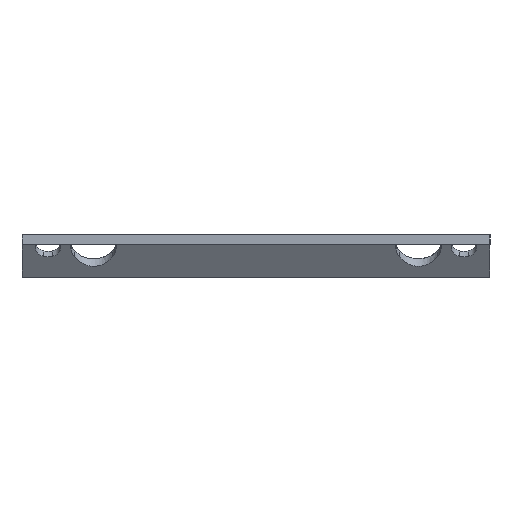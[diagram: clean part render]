
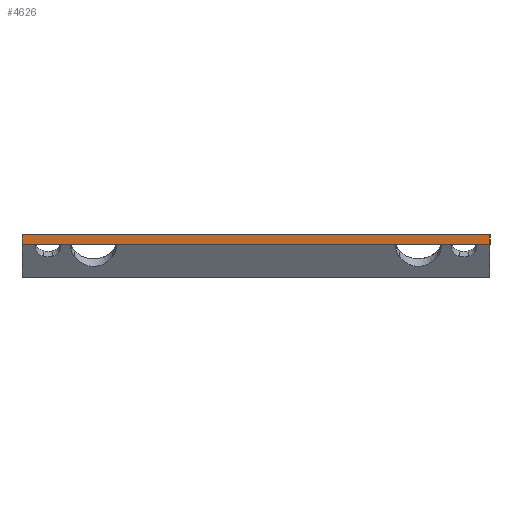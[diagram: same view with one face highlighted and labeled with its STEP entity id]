
A CAD part, left-side view. The second image highlights one B-rep face of the part: STEP entity #4626.
In plain terms, the highlighted planar face has unit normal (-1, 0, 0).
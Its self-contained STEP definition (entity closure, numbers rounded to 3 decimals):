
#13 = EDGE_LOOP ( 'NONE', ( #308, #5126, #3570, #3714 ) ) ;
#88 = VERTEX_POINT ( 'NONE', #2563 ) ;
#308 = ORIENTED_EDGE ( 'NONE', *, *, #3506, .F. ) ;
#453 = DIRECTION ( 'NONE',  ( -1., 0., 0. ) ) ;
#477 = VERTEX_POINT ( 'NONE', #5602 ) ;
#651 = LINE ( 'NONE', #2351, #4696 ) ;
#1086 = CARTESIAN_POINT ( 'NONE',  ( 1.725, -36., 5.044 ) ) ;
#1106 = DIRECTION ( 'NONE',  ( 0., 0., -1. ) ) ;
#1409 = VECTOR ( 'NONE', #1106, 1000. ) ;
#2225 = LINE ( 'NONE', #1086, #1409 ) ;
#2351 = CARTESIAN_POINT ( 'NONE',  ( 1.725, 36., 5.044 ) ) ;
#2563 = CARTESIAN_POINT ( 'NONE',  ( 1.725, -36., 3.544 ) ) ;
#2723 = CARTESIAN_POINT ( 'NONE',  ( 1.725, 0., 3.544 ) ) ;
#2755 = CARTESIAN_POINT ( 'NONE',  ( 1.725, -36., 5.044 ) ) ;
#2846 = VERTEX_POINT ( 'NONE', #3326 ) ;
#2914 = FACE_OUTER_BOUND ( 'NONE', #13, .T. ) ;
#3073 = CARTESIAN_POINT ( 'NONE',  ( 1.725, 0., 5.044 ) ) ;
#3092 = DIRECTION ( 'NONE',  ( 0., 0., 1. ) ) ;
#3212 = DIRECTION ( 'NONE',  ( 0., 0., -1. ) ) ;
#3326 = CARTESIAN_POINT ( 'NONE',  ( 1.725, 36., 3.544 ) ) ;
#3506 = EDGE_CURVE ( 'NONE', #88, #2846, #4630, .T. ) ;
#3570 = ORIENTED_EDGE ( 'NONE', *, *, #3872, .T. ) ;
#3671 = LINE ( 'NONE', #4164, #5635 ) ;
#3714 = ORIENTED_EDGE ( 'NONE', *, *, #4261, .T. ) ;
#3872 = EDGE_CURVE ( 'NONE', #5421, #477, #3671, .T. ) ;
#4066 = DIRECTION ( 'NONE',  ( 0., 1., 0. ) ) ;
#4164 = CARTESIAN_POINT ( 'NONE',  ( 1.725, 0., 5.044 ) ) ;
#4227 = VECTOR ( 'NONE', #4066, 1000. ) ;
#4261 = EDGE_CURVE ( 'NONE', #477, #2846, #651, .T. ) ;
#4394 = PLANE ( 'NONE',  #5385 ) ;
#4626 = ADVANCED_FACE ( 'NONE', ( #2914 ), #4394, .T. ) ;
#4630 = LINE ( 'NONE', #2723, #4227 ) ;
#4696 = VECTOR ( 'NONE', #3212, 1000. ) ;
#5126 = ORIENTED_EDGE ( 'NONE', *, *, #5652, .F. ) ;
#5145 = DIRECTION ( 'NONE',  ( 0., 1., 0. ) ) ;
#5385 = AXIS2_PLACEMENT_3D ( 'NONE', #3073, #453, #3092 ) ;
#5421 = VERTEX_POINT ( 'NONE', #2755 ) ;
#5602 = CARTESIAN_POINT ( 'NONE',  ( 1.725, 36., 5.044 ) ) ;
#5635 = VECTOR ( 'NONE', #5145, 1000. ) ;
#5652 = EDGE_CURVE ( 'NONE', #5421, #88, #2225, .T. ) ;
